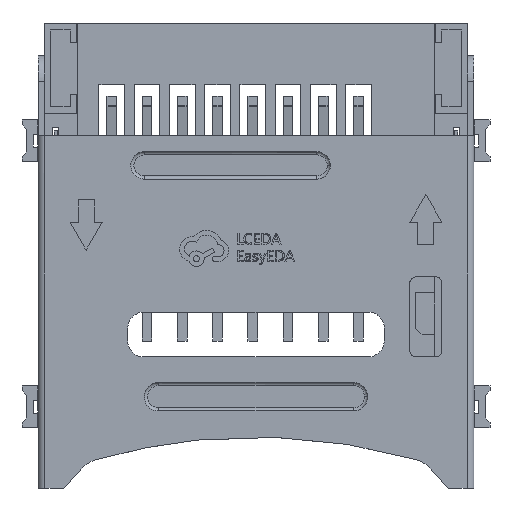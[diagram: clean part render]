
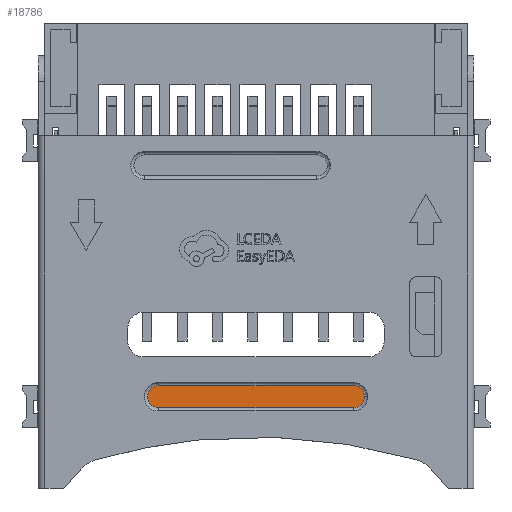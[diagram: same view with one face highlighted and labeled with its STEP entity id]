
A CAD part, top view. The second image highlights one B-rep face of the part: STEP entity #18786.
In plain terms, the highlighted free-form (B-spline) face has degree [1, 1] with [2, 2] control points.
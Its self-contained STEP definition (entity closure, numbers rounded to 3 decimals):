
#12901 = VERTEX_POINT('',#12902);
#12902 = CARTESIAN_POINT('',(3.04,-4.045,1.8));
#12919 = VERTEX_POINT('',#12920);
#12920 = CARTESIAN_POINT('',(3.385,-4.39,1.8));
#12926 = EDGE_CURVE('',#12919,#12901,#12927,.T.);
#12927 = ( BOUNDED_CURVE() B_SPLINE_CURVE(2,(#12928,#12929,#12930),
.UNSPECIFIED.,.F.,.F.) B_SPLINE_CURVE_WITH_KNOTS((3,3),(0.,
1.571),.PIECEWISE_BEZIER_KNOTS.) CURVE() 
GEOMETRIC_REPRESENTATION_ITEM() RATIONAL_B_SPLINE_CURVE((1.,
0.707,1.)) REPRESENTATION_ITEM('') );
#12928 = CARTESIAN_POINT('',(3.385,-4.39,1.8));
#12929 = CARTESIAN_POINT('',(3.385,-4.045,1.8));
#12930 = CARTESIAN_POINT('',(3.04,-4.045,1.8));
#18786 = ADVANCED_FACE('',(#18787),#18820,.T.);
#18787 = FACE_BOUND('',#18788,.T.);
#18788 = EDGE_LOOP('',(#18789,#18797,#18798,#18805,#18815));
#18789 = ORIENTED_EDGE('',*,*,#18790,.T.);
#18790 = EDGE_CURVE('',#18791,#12919,#18793,.T.);
#18791 = VERTEX_POINT('',#18792);
#18792 = CARTESIAN_POINT('',(3.04,-4.734,1.8));
#18793 = ( BOUNDED_CURVE() B_SPLINE_CURVE(2,(#18794,#18795,#18796),
.UNSPECIFIED.,.F.,.F.) B_SPLINE_CURVE_WITH_KNOTS((3,3),(4.712,
6.283),.PIECEWISE_BEZIER_KNOTS.) CURVE() 
GEOMETRIC_REPRESENTATION_ITEM() RATIONAL_B_SPLINE_CURVE((1.,
0.707,1.)) REPRESENTATION_ITEM('') );
#18794 = CARTESIAN_POINT('',(3.04,-4.734,1.8));
#18795 = CARTESIAN_POINT('',(3.385,-4.734,1.8));
#18796 = CARTESIAN_POINT('',(3.385,-4.39,1.8));
#18797 = ORIENTED_EDGE('',*,*,#12926,.T.);
#18798 = ORIENTED_EDGE('',*,*,#18799,.T.);
#18799 = EDGE_CURVE('',#12901,#18800,#18802,.T.);
#18800 = VERTEX_POINT('',#18801);
#18801 = CARTESIAN_POINT('',(-3.04,-4.045,1.8)
  );
#18802 = B_SPLINE_CURVE_WITH_KNOTS('',1,(#18803,#18804),.UNSPECIFIED.,
  .F.,.F.,(2,2),(-6.081,0.),.PIECEWISE_BEZIER_KNOTS.);
#18803 = CARTESIAN_POINT('',(3.04,-4.045,1.8));
#18804 = CARTESIAN_POINT('',(-3.04,-4.045,1.8)
  );
#18805 = ORIENTED_EDGE('',*,*,#18806,.T.);
#18806 = EDGE_CURVE('',#18800,#18807,#18809,.T.);
#18807 = VERTEX_POINT('',#18808);
#18808 = CARTESIAN_POINT('',(-3.04,-4.734,1.8)
  );
#18809 = ( BOUNDED_CURVE() B_SPLINE_CURVE(2,(#18810,#18811,#18812,#18813
,#18814),.UNSPECIFIED.,.F.,.F.) B_SPLINE_CURVE_WITH_KNOTS((3,2,3),(
    1.571,3.142,4.712),
.PIECEWISE_BEZIER_KNOTS.) CURVE() GEOMETRIC_REPRESENTATION_ITEM() 
RATIONAL_B_SPLINE_CURVE((1.,0.707,1.,0.707,1.)) 
REPRESENTATION_ITEM('') );
#18810 = CARTESIAN_POINT('',(-3.04,-4.045,1.8)
  );
#18811 = CARTESIAN_POINT('',(-3.385,-4.045,1.8)
  );
#18812 = CARTESIAN_POINT('',(-3.385,-4.39,1.8)
  );
#18813 = CARTESIAN_POINT('',(-3.385,-4.734,1.8)
  );
#18814 = CARTESIAN_POINT('',(-3.04,-4.734,1.8)
  );
#18815 = ORIENTED_EDGE('',*,*,#18816,.T.);
#18816 = EDGE_CURVE('',#18807,#18791,#18817,.T.);
#18817 = B_SPLINE_CURVE_WITH_KNOTS('',1,(#18818,#18819),.UNSPECIFIED.,
  .F.,.F.,(2,2),(0.,6.081),.PIECEWISE_BEZIER_KNOTS.);
#18818 = CARTESIAN_POINT('',(-3.04,-4.734,1.8)
  );
#18819 = CARTESIAN_POINT('',(3.04,-4.734,1.8));
#18820 = B_SPLINE_SURFACE_WITH_KNOTS('',1,1,(
    (#18821,#18822)
    ,(#18823,#18824
    )),.UNSPECIFIED.,.F.,.F.,.F.,(2,2),(2,2),(-0.345,
    6.425),(-0.345,0.345),
  .PIECEWISE_BEZIER_KNOTS.);
#18821 = CARTESIAN_POINT('',(-3.385,-4.734,1.8)
  );
#18822 = CARTESIAN_POINT('',(-3.385,-4.045,1.8)
  );
#18823 = CARTESIAN_POINT('',(3.385,-4.734,1.8));
#18824 = CARTESIAN_POINT('',(3.385,-4.045,1.8));
